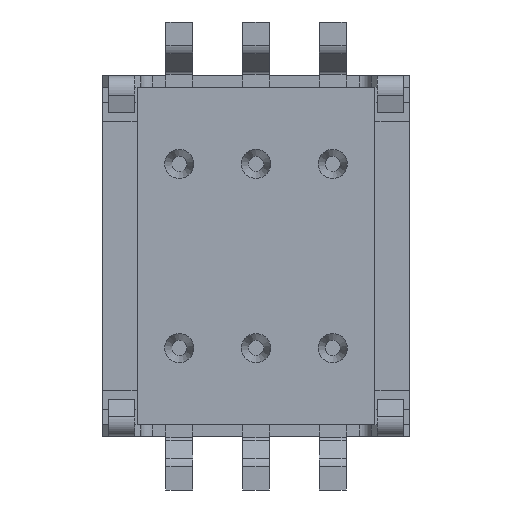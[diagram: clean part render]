
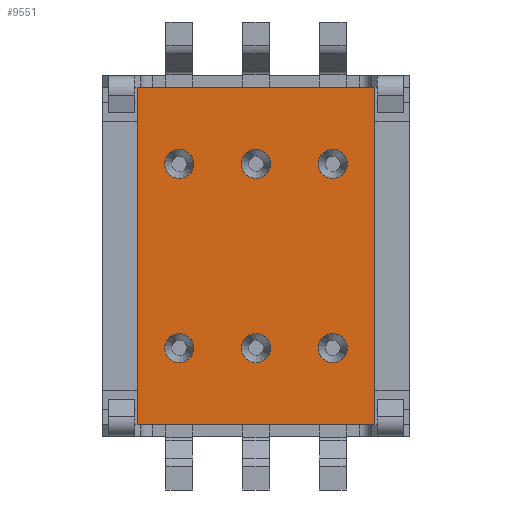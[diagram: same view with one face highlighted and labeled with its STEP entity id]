
A CAD part, front view. The second image highlights one B-rep face of the part: STEP entity #9551.
In plain terms, the highlighted planar face has unit normal (0, -1, 0).
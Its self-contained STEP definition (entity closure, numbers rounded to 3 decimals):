
#153=CIRCLE('',#9954,0.19);
#154=CIRCLE('',#9955,0.19);
#155=CIRCLE('',#9956,0.19);
#156=CIRCLE('',#9957,0.19);
#157=CIRCLE('',#9958,0.19);
#158=CIRCLE('',#9959,0.19);
#339=ORIENTED_EDGE('',*,*,#2428,.F.);
#340=ORIENTED_EDGE('',*,*,#2429,.F.);
#341=ORIENTED_EDGE('',*,*,#2430,.F.);
#342=ORIENTED_EDGE('',*,*,#2431,.F.);
#343=ORIENTED_EDGE('',*,*,#2432,.F.);
#344=ORIENTED_EDGE('',*,*,#2433,.F.);
#345=ORIENTED_EDGE('',*,*,#2434,.T.);
#346=ORIENTED_EDGE('',*,*,#2435,.F.);
#347=ORIENTED_EDGE('',*,*,#2436,.F.);
#348=ORIENTED_EDGE('',*,*,#2426,.T.);
#2426=EDGE_CURVE('',#3471,#3470,#4159,.T.);
#2428=EDGE_CURVE('',#3472,#3472,#153,.T.);
#2429=EDGE_CURVE('',#3473,#3473,#154,.T.);
#2430=EDGE_CURVE('',#3474,#3474,#155,.T.);
#2431=EDGE_CURVE('',#3475,#3475,#156,.T.);
#2432=EDGE_CURVE('',#3476,#3476,#157,.T.);
#2433=EDGE_CURVE('',#3477,#3477,#158,.T.);
#2434=EDGE_CURVE('',#3470,#3478,#4161,.T.);
#2435=EDGE_CURVE('',#3479,#3478,#4162,.T.);
#2436=EDGE_CURVE('',#3471,#3479,#4163,.T.);
#3470=VERTEX_POINT('',#12570);
#3471=VERTEX_POINT('',#12572);
#3472=VERTEX_POINT('',#12576);
#3473=VERTEX_POINT('',#12578);
#3474=VERTEX_POINT('',#12580);
#3475=VERTEX_POINT('',#12582);
#3476=VERTEX_POINT('',#12584);
#3477=VERTEX_POINT('',#12586);
#3478=VERTEX_POINT('',#12588);
#3479=VERTEX_POINT('',#12590);
#4159=LINE('',#12571,#5018);
#4161=LINE('',#12587,#5020);
#4162=LINE('',#12589,#5021);
#4163=LINE('',#12591,#5022);
#5018=VECTOR('',#10548,1000.);
#5020=VECTOR('',#10564,1000.);
#5021=VECTOR('',#10565,1000.);
#5022=VECTOR('',#10566,1000.);
#5865=EDGE_LOOP('',(#339));
#5866=EDGE_LOOP('',(#340));
#5867=EDGE_LOOP('',(#341));
#5868=EDGE_LOOP('',(#342));
#5869=EDGE_LOOP('',(#343));
#5870=EDGE_LOOP('',(#344));
#5871=EDGE_LOOP('',(#345,#346,#347,#348));
#6288=FACE_BOUND('',#5865,.T.);
#6289=FACE_BOUND('',#5866,.T.);
#6290=FACE_BOUND('',#5867,.T.);
#6291=FACE_BOUND('',#5868,.T.);
#6292=FACE_BOUND('',#5869,.T.);
#6293=FACE_BOUND('',#5870,.T.);
#6294=FACE_BOUND('',#5871,.T.);
#6708=PLANE('',#9953);
#9551=ADVANCED_FACE('',(#6288,#6289,#6290,#6291,#6292,#6293,#6294),#6708,
 .F.);
#9953=AXIS2_PLACEMENT_3D('',#12574,#10550,#10551);
#9954=AXIS2_PLACEMENT_3D('',#12575,#10552,#10553);
#9955=AXIS2_PLACEMENT_3D('',#12577,#10554,#10555);
#9956=AXIS2_PLACEMENT_3D('',#12579,#10556,#10557);
#9957=AXIS2_PLACEMENT_3D('',#12581,#10558,#10559);
#9958=AXIS2_PLACEMENT_3D('',#12583,#10560,#10561);
#9959=AXIS2_PLACEMENT_3D('',#12585,#10562,#10563);
#10548=DIRECTION('',(-1.,0.,0.));
#10550=DIRECTION('',(0.,1.,0.));
#10551=DIRECTION('',(0.,0.,1.));
#10552=DIRECTION('',(0.,-1.,0.));
#10553=DIRECTION('',(0.,0.,-1.));
#10554=DIRECTION('',(0.,-1.,0.));
#10555=DIRECTION('',(0.,0.,-1.));
#10556=DIRECTION('',(0.,-1.,0.));
#10557=DIRECTION('',(0.,0.,-1.));
#10558=DIRECTION('',(0.,-1.,0.));
#10559=DIRECTION('',(0.,0.,-1.));
#10560=DIRECTION('',(0.,-1.,0.));
#10561=DIRECTION('',(0.,0.,-1.));
#10562=DIRECTION('',(0.,-1.,0.));
#10563=DIRECTION('',(0.,0.,-1.));
#10564=DIRECTION('',(0.,0.,-1.));
#10565=DIRECTION('',(-1.,0.,0.));
#10566=DIRECTION('',(0.,0.,-1.));
#12570=CARTESIAN_POINT('',(-1.55,0.,2.2));
#12571=CARTESIAN_POINT('',(1.55,0.,2.2));
#12572=CARTESIAN_POINT('',(1.55,0.,2.2));
#12574=CARTESIAN_POINT('',(1.55,0.,2.2));
#12575=CARTESIAN_POINT('',(1.,0.,1.2));
#12576=CARTESIAN_POINT('',(1.,0.,1.01));
#12577=CARTESIAN_POINT('',(1.,0.,-1.2));
#12578=CARTESIAN_POINT('',(1.,0.,-1.39));
#12579=CARTESIAN_POINT('',(-1.,0.,-1.2));
#12580=CARTESIAN_POINT('',(-1.,0.,-1.39));
#12581=CARTESIAN_POINT('',(-1.,0.,1.2));
#12582=CARTESIAN_POINT('',(-1.,0.,1.01));
#12583=CARTESIAN_POINT('',(0.,0.,-1.2));
#12584=CARTESIAN_POINT('',(0.,0.,-1.39));
#12585=CARTESIAN_POINT('',(0.,0.,1.2));
#12586=CARTESIAN_POINT('',(0.,0.,1.01));
#12587=CARTESIAN_POINT('',(-1.55,0.,2.2));
#12588=CARTESIAN_POINT('',(-1.55,0.,-2.2));
#12589=CARTESIAN_POINT('',(1.55,0.,-2.2));
#12590=CARTESIAN_POINT('',(1.55,0.,-2.2));
#12591=CARTESIAN_POINT('',(1.55,0.,2.2));
